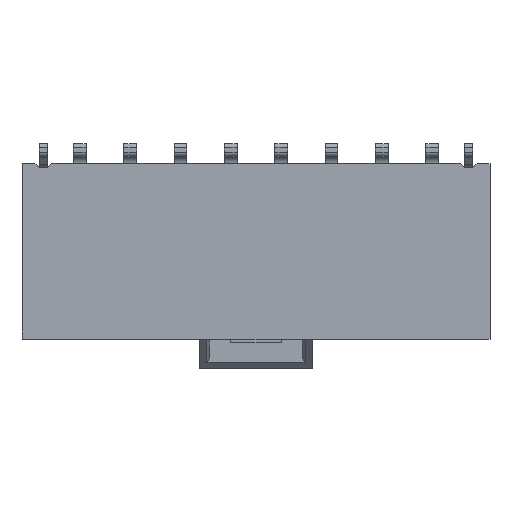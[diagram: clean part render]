
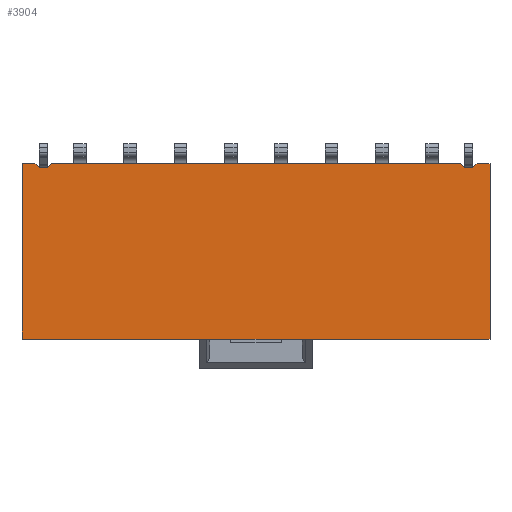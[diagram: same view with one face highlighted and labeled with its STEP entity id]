
A CAD part, front view. The second image highlights one B-rep face of the part: STEP entity #3904.
In plain terms, the highlighted planar face has unit normal (0, -1, 0).
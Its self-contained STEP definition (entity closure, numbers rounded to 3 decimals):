
#3298=CARTESIAN_POINT('',(11.615,-1.74,0.));
#3299=VERTEX_POINT('',#3298);
#3306=CARTESIAN_POINT('',(-11.615,-1.74,0.));
#3307=VERTEX_POINT('',#3306);
#3308=CARTESIAN_POINT('',(11.615,-1.74,0.));
#3309=DIRECTION('',(-1.,0.,0.));
#3310=VECTOR('',#3309,23.23);
#3311=LINE('',#3308,#3310);
#3312=EDGE_CURVE('',#3299,#3307,#3311,.T.);
#3766=CARTESIAN_POINT('',(-11.615,-1.74,8.69));
#3767=VERTEX_POINT('',#3766);
#3768=CARTESIAN_POINT('',(-11.615,-1.74,0.));
#3769=DIRECTION('',(0.,0.,1.));
#3770=VECTOR('',#3769,8.69);
#3771=LINE('',#3768,#3770);
#3772=EDGE_CURVE('',#3307,#3767,#3771,.T.);
#3807=CARTESIAN_POINT('',(11.615,-1.74,8.69));
#3808=VERTEX_POINT('',#3807);
#3815=CARTESIAN_POINT('',(11.615,-1.74,8.69));
#3816=DIRECTION('',(0.,0.,-1.));
#3817=VECTOR('',#3816,8.69);
#3818=LINE('',#3815,#3817);
#3819=EDGE_CURVE('',#3808,#3299,#3818,.T.);
#3824=CARTESIAN_POINT('',(0.,-1.74,4.345));
#3825=DIRECTION('',(1.,0.,0.));
#3826=DIRECTION('',(0.,-1.,0.));
#3827=AXIS2_PLACEMENT_3D('',#3824,#3826,#3825);
#3828=PLANE('',#3827);
#3829=ORIENTED_EDGE('',*,*,#3312,.F.);
#3830=ORIENTED_EDGE('',*,*,#3819,.F.);
#3831=CARTESIAN_POINT('',(10.97,-1.74,8.69));
#3832=VERTEX_POINT('',#3831);
#3833=CARTESIAN_POINT('',(11.615,-1.74,8.69));
#3834=DIRECTION('',(-1.,0.,0.));
#3835=VECTOR('',#3834,0.645);
#3836=LINE('',#3833,#3835);
#3837=EDGE_CURVE('',#3808,#3832,#3836,.T.);
#3838=ORIENTED_EDGE('',*,*,#3837,.T.);
#3839=CARTESIAN_POINT('',(10.77,-1.74,8.49));
#3840=VERTEX_POINT('',#3839);
#3841=CARTESIAN_POINT('',(10.97,-1.74,8.69));
#3842=DIRECTION('',(-0.707,0.,-0.707));
#3843=VECTOR('',#3842,0.283);
#3844=LINE('',#3841,#3843);
#3845=EDGE_CURVE('',#3832,#3840,#3844,.T.);
#3846=ORIENTED_EDGE('',*,*,#3845,.T.);
#3847=CARTESIAN_POINT('',(10.34,-1.74,8.49));
#3848=VERTEX_POINT('',#3847);
#3849=CARTESIAN_POINT('',(10.77,-1.74,8.49));
#3850=DIRECTION('',(-1.,0.,0.));
#3851=VECTOR('',#3850,0.43);
#3852=LINE('',#3849,#3851);
#3853=EDGE_CURVE('',#3840,#3848,#3852,.T.);
#3854=ORIENTED_EDGE('',*,*,#3853,.T.);
#3855=CARTESIAN_POINT('',(10.14,-1.74,8.69));
#3856=VERTEX_POINT('',#3855);
#3857=CARTESIAN_POINT('',(10.34,-1.74,8.49));
#3858=DIRECTION('',(-0.707,0.,0.707));
#3859=VECTOR('',#3858,0.283);
#3860=LINE('',#3857,#3859);
#3861=EDGE_CURVE('',#3848,#3856,#3860,.T.);
#3862=ORIENTED_EDGE('',*,*,#3861,.T.);
#3863=CARTESIAN_POINT('',(-10.14,-1.74,8.69));
#3864=VERTEX_POINT('',#3863);
#3865=CARTESIAN_POINT('',(10.14,-1.74,8.69));
#3866=DIRECTION('',(-1.,0.,0.));
#3867=VECTOR('',#3866,20.28);
#3868=LINE('',#3865,#3867);
#3869=EDGE_CURVE('',#3856,#3864,#3868,.T.);
#3870=ORIENTED_EDGE('',*,*,#3869,.T.);
#3871=CARTESIAN_POINT('',(-10.34,-1.74,8.49));
#3872=VERTEX_POINT('',#3871);
#3873=CARTESIAN_POINT('',(-10.14,-1.74,8.69));
#3874=DIRECTION('',(-0.707,0.,-0.707));
#3875=VECTOR('',#3874,0.283);
#3876=LINE('',#3873,#3875);
#3877=EDGE_CURVE('',#3864,#3872,#3876,.T.);
#3878=ORIENTED_EDGE('',*,*,#3877,.T.);
#3879=CARTESIAN_POINT('',(-10.77,-1.74,8.49));
#3880=VERTEX_POINT('',#3879);
#3881=CARTESIAN_POINT('',(-10.34,-1.74,8.49));
#3882=DIRECTION('',(-1.,0.,0.));
#3883=VECTOR('',#3882,0.43);
#3884=LINE('',#3881,#3883);
#3885=EDGE_CURVE('',#3872,#3880,#3884,.T.);
#3886=ORIENTED_EDGE('',*,*,#3885,.T.);
#3887=CARTESIAN_POINT('',(-10.97,-1.74,8.69));
#3888=VERTEX_POINT('',#3887);
#3889=CARTESIAN_POINT('',(-10.77,-1.74,8.49));
#3890=DIRECTION('',(-0.707,0.,0.707));
#3891=VECTOR('',#3890,0.283);
#3892=LINE('',#3889,#3891);
#3893=EDGE_CURVE('',#3880,#3888,#3892,.T.);
#3894=ORIENTED_EDGE('',*,*,#3893,.T.);
#3895=CARTESIAN_POINT('',(-10.97,-1.74,8.69));
#3896=DIRECTION('',(-1.,0.,0.));
#3897=VECTOR('',#3896,0.645);
#3898=LINE('',#3895,#3897);
#3899=EDGE_CURVE('',#3888,#3767,#3898,.T.);
#3900=ORIENTED_EDGE('',*,*,#3899,.T.);
#3901=ORIENTED_EDGE('',*,*,#3772,.F.);
#3902=EDGE_LOOP('',(#3829,#3830,#3838,#3846,#3854,#3862,#3870,#3878,#3886,#3894,#3900,#3901));
#3903=FACE_OUTER_BOUND('',#3902,.T.);
#3904=ADVANCED_FACE('',(#3903),#3828,.T.);
